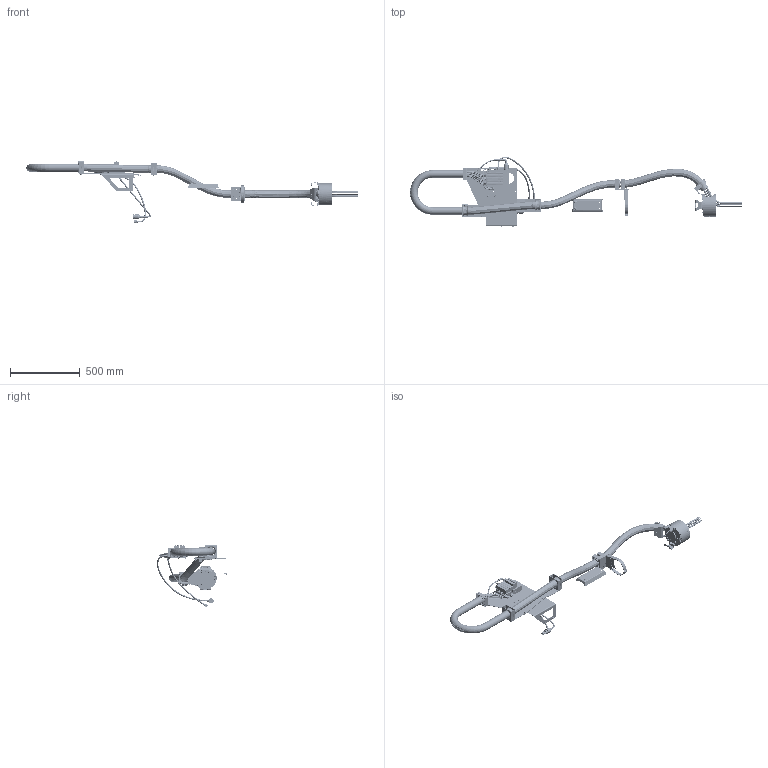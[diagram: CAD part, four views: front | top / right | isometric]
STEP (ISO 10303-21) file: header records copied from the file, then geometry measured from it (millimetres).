
FILE_DESCRIPTION (( 'STEP AP214' ), '1' );
FILE_NAME ('TS431-411.STEP', '2021-09-29T13:30:04', ( '' ), ( '' ), 'SwSTEP 2.0', 'SolidWorks 2019', '' );
FILE_SCHEMA (( 'AUTOMOTIVE_DESIGN' ));
Length unit declared in the file: millimetre
Products named in the file (1): TS431-411
Bounding box: 2380.88 x 504.12 x 449.53 mm (x, y, z)
Volume: 5758360.3 mm3; surface area: 3601331.8 mm2
Topology: 178 solids, 180 shells, 8174 faces, 20145 edges, 12673 vertices
Faces by surface type: plane 2855, cylinder 2744, bspline 1520, cone 542, torus 403, sphere 110
Entity records: 544490 total; most frequent: CARTESIAN_POINT 265478, ORIENTED_EDGE 39886, DIRECTION 37279, EDGE_CURVE 19943, AXIS2_PLACEMENT_3D 14071, VERTEX_POINT 12665, EDGE_LOOP 9196, VECTOR 9137
